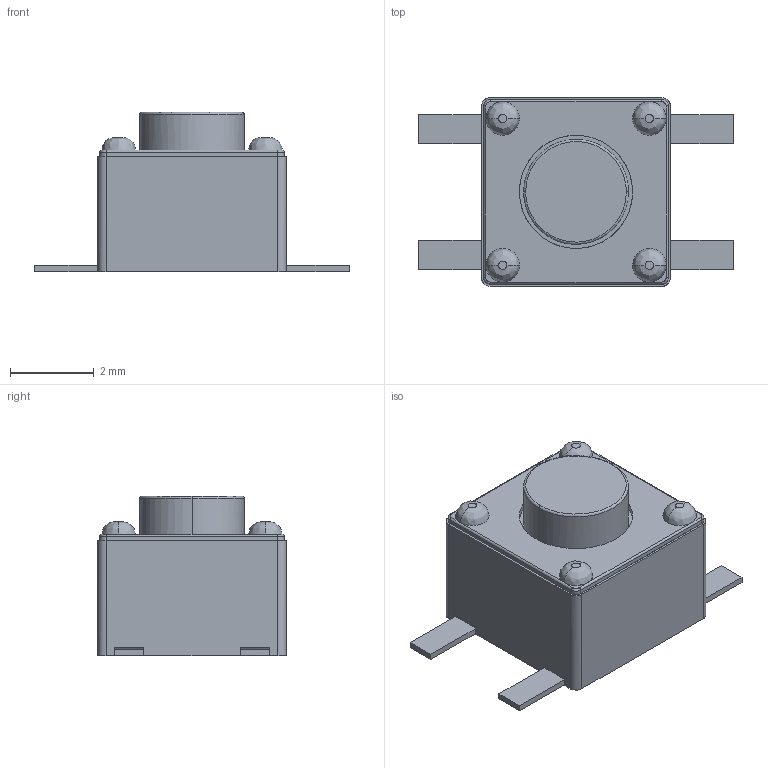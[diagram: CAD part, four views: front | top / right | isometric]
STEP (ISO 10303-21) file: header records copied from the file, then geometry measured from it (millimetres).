
FILE_DESCRIPTION (( 'STEP AP214' ), '1' );
FILE_NAME ('Tact Switch 4.5mm SMD.STEP', '2022-12-25T15:58:36', ( '' ), ( '' ), 'SwSTEP 2.0', 'SolidWorks 2021', '' );
FILE_SCHEMA (( 'AUTOMOTIVE_DESIGN' ));
Length unit declared in the file: millimetre
Products named in the file (1): Tact Switch 4.5mm SMD
Bounding box: 7.5 x 4.5 x 3.8 mm (x, y, z)
Surface area: 136 mm2 (no closed solid volume)
Topology: 0 solids, 11 shells, 112 faces, 270 edges, 174 vertices
Faces by surface type: plane 68, bspline 40, cylinder 4
Entity records: 3944 total; most frequent: CARTESIAN_POINT 1882, ORIENTED_EDGE 528, EDGE_CURVE 270, B_SPLINE_CURVE_WITH_KNOTS 183, DIRECTION 178, VERTEX_POINT 174, EDGE_LOOP 122, ADVANCED_FACE 112
